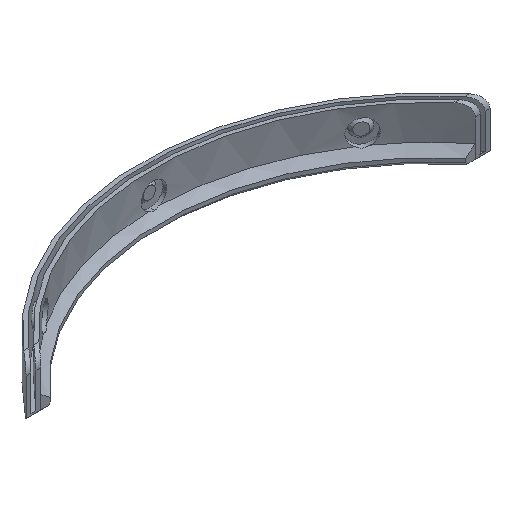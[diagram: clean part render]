
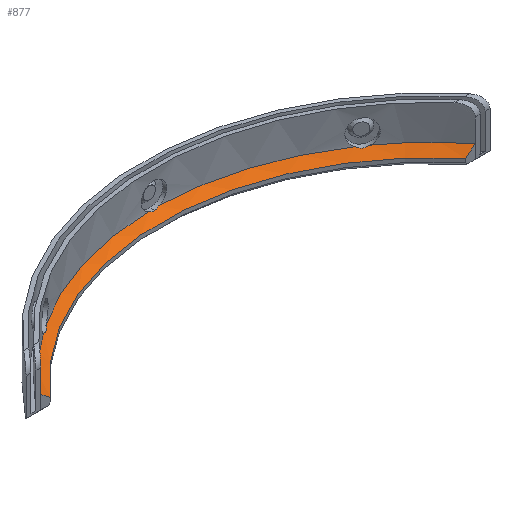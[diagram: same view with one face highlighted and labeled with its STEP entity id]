
A CAD part, isometric view. The second image highlights one B-rep face of the part: STEP entity #877.
In plain terms, the highlighted conical face has half-angle 45 degrees and reference radius 71 mm.
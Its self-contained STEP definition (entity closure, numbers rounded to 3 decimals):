
#25=CONICAL_SURFACE('',#948,71.,0.785);
#27=(
BOUNDED_CURVE()
B_SPLINE_CURVE(2,(#1795,#1796,#1797),.UNSPECIFIED.,.F.,.F.)
B_SPLINE_CURVE_WITH_KNOTS((3,3),(0.,0.327),.UNSPECIFIED.)
CURVE()
GEOMETRIC_REPRESENTATION_ITEM()
RATIONAL_B_SPLINE_CURVE((1.,1.,1.))
REPRESENTATION_ITEM('')
);
#31=(
BOUNDED_CURVE()
B_SPLINE_CURVE(2,(#2559,#2560,#2561),.UNSPECIFIED.,.F.,.F.)
B_SPLINE_CURVE_WITH_KNOTS((3,3),(0.,0.327),.UNSPECIFIED.)
CURVE()
GEOMETRIC_REPRESENTATION_ITEM()
RATIONAL_B_SPLINE_CURVE((1.,1.,1.))
REPRESENTATION_ITEM('')
);
#81=CIRCLE('',#947,70.);
#82=CIRCLE('',#949,72.);
#83=CIRCLE('',#950,72.);
#84=CIRCLE('',#951,72.);
#85=CIRCLE('',#952,72.);
#193=FACE_OUTER_BOUND('',#245,.T.);
#245=EDGE_LOOP('',(#668,#669,#670,#671,#672,#673,#674,#675,#676,#677,#678));
#291=B_SPLINE_CURVE_WITH_KNOTS('',3,(#1382,#1383,#1384,#1385,#1386,#1387),
 .UNSPECIFIED.,.F.,.F.,(4,2,4),(0.78,0.894,0.94),
 .UNSPECIFIED.);
#298=B_SPLINE_CURVE_WITH_KNOTS('',3,(#1567,#1568,#1569,#1570,#1571,#1572,
#1573,#1574),.UNSPECIFIED.,.F.,.F.,(4,2,2,4),(0.004,0.105,
0.196,0.286),.UNSPECIFIED.);
#317=B_SPLINE_CURVE_WITH_KNOTS('',3,(#2540,#2541,#2542,#2543,#2544,#2545),
 .UNSPECIFIED.,.F.,.F.,(4,2,4),(0.78,0.894,0.94),
 .UNSPECIFIED.);
#318=B_SPLINE_CURVE_WITH_KNOTS('',3,(#2549,#2550,#2551,#2552,#2553,#2554,
#2555,#2556),.UNSPECIFIED.,.F.,.F.,(4,2,2,4),(0.004,0.105,
0.196,0.286),.UNSPECIFIED.);
#351=VERTEX_POINT('',#1373);
#353=VERTEX_POINT('',#1381);
#358=VERTEX_POINT('',#1533);
#360=VERTEX_POINT('',#1566);
#376=VERTEX_POINT('',#1792);
#377=VERTEX_POINT('',#1794);
#401=VERTEX_POINT('',#2535);
#402=VERTEX_POINT('',#2539);
#403=VERTEX_POINT('',#2546);
#404=VERTEX_POINT('',#2548);
#405=VERTEX_POINT('',#2557);
#441=EDGE_CURVE('',#353,#351,#291,.T.);
#449=EDGE_CURVE('',#360,#358,#298,.T.);
#470=EDGE_CURVE('',#376,#377,#27,.T.);
#505=EDGE_CURVE('',#401,#377,#81,.T.);
#507=EDGE_CURVE('',#402,#351,#317,.T.);
#508=EDGE_CURVE('',#402,#403,#82,.T.);
#509=EDGE_CURVE('',#404,#403,#318,.T.);
#510=EDGE_CURVE('',#404,#405,#83,.T.);
#511=EDGE_CURVE('',#405,#401,#31,.T.);
#512=EDGE_CURVE('',#360,#376,#84,.T.);
#513=EDGE_CURVE('',#353,#358,#85,.T.);
#668=ORIENTED_EDGE('',*,*,#507,.F.);
#669=ORIENTED_EDGE('',*,*,#508,.T.);
#670=ORIENTED_EDGE('',*,*,#509,.F.);
#671=ORIENTED_EDGE('',*,*,#510,.T.);
#672=ORIENTED_EDGE('',*,*,#511,.T.);
#673=ORIENTED_EDGE('',*,*,#505,.T.);
#674=ORIENTED_EDGE('',*,*,#470,.F.);
#675=ORIENTED_EDGE('',*,*,#512,.F.);
#676=ORIENTED_EDGE('',*,*,#449,.T.);
#677=ORIENTED_EDGE('',*,*,#513,.F.);
#678=ORIENTED_EDGE('',*,*,#441,.T.);
#877=ADVANCED_FACE('',(#193),#25,.F.);
#947=AXIS2_PLACEMENT_3D('',#2536,#1063,#1064);
#948=AXIS2_PLACEMENT_3D('',#2538,#1066,#1067);
#949=AXIS2_PLACEMENT_3D('',#2547,#1068,#1069);
#950=AXIS2_PLACEMENT_3D('',#2558,#1070,#1071);
#951=AXIS2_PLACEMENT_3D('',#2562,#1072,#1073);
#952=AXIS2_PLACEMENT_3D('',#2563,#1074,#1075);
#1063=DIRECTION('center_axis',(0.,0.,-1.));
#1064=DIRECTION('ref_axis',(-0.781,0.625,0.));
#1066=DIRECTION('center_axis',(0.,0.,1.));
#1067=DIRECTION('ref_axis',(1.,0.,0.));
#1068=DIRECTION('center_axis',(0.,0.,1.));
#1069=DIRECTION('ref_axis',(1.,0.,0.));
#1070=DIRECTION('center_axis',(0.,0.,1.));
#1071=DIRECTION('ref_axis',(1.,0.,0.));
#1072=DIRECTION('center_axis',(0.,0.,-1.));
#1073=DIRECTION('ref_axis',(-1.,0.001,0.));
#1074=DIRECTION('center_axis',(0.,0.,-1.));
#1075=DIRECTION('ref_axis',(-1.,0.001,0.));
#1373=CARTESIAN_POINT('',(87.543,71.722,-241.959));
#1381=CARTESIAN_POINT('',(88.88,71.987,-241.68));
#1382=CARTESIAN_POINT('Ctrl Pts',(88.88,71.987,-241.68));
#1383=CARTESIAN_POINT('Ctrl Pts',(88.591,71.866,-241.807));
#1384=CARTESIAN_POINT('Ctrl Pts',(88.277,71.782,-241.895));
#1385=CARTESIAN_POINT('Ctrl Pts',(87.811,71.729,-241.951));
#1386=CARTESIAN_POINT('Ctrl Pts',(87.677,71.722,-241.959));
#1387=CARTESIAN_POINT('Ctrl Pts',(87.543,71.722,-241.959));
#1533=CARTESIAN_POINT('',(127.578,59.815,-241.681));
#1566=CARTESIAN_POINT('',(129.76,58.293,-241.68));
#1567=CARTESIAN_POINT('Ctrl Pts',(129.76,58.293,-241.68));
#1568=CARTESIAN_POINT('Ctrl Pts',(129.453,58.359,-241.807));
#1569=CARTESIAN_POINT('Ctrl Pts',(129.147,58.47,-241.895));
#1570=CARTESIAN_POINT('Ctrl Pts',(128.588,58.772,-241.971));
#1571=CARTESIAN_POINT('Ctrl Pts',(128.344,58.948,-241.966));
#1572=CARTESIAN_POINT('Ctrl Pts',(127.91,59.356,-241.876));
#1573=CARTESIAN_POINT('Ctrl Pts',(127.727,59.579,-241.793));
#1574=CARTESIAN_POINT('Ctrl Pts',(127.578,59.815,-241.681));
#1792=CARTESIAN_POINT('',(143.762,44.929,-241.681));
#1794=CARTESIAN_POINT('',(141.176,44.932,-243.681));
#1795=CARTESIAN_POINT('Ctrl Pts',(143.762,44.929,-241.681));
#1796=CARTESIAN_POINT('Ctrl Pts',(142.451,44.931,-242.704));
#1797=CARTESIAN_POINT('Ctrl Pts',(141.176,44.932,-243.681));
#2535=CARTESIAN_POINT('',(33.878,44.996,-243.681));
#2536=CARTESIAN_POINT('Origin',(87.5,0.,-243.681));
#2538=CARTESIAN_POINT('Origin',(87.5,0.,-242.681));
#2539=CARTESIAN_POINT('',(86.206,71.988,-241.68));
#2540=CARTESIAN_POINT('Ctrl Pts',(86.206,71.988,-241.68));
#2541=CARTESIAN_POINT('Ctrl Pts',(86.494,71.867,-241.807));
#2542=CARTESIAN_POINT('Ctrl Pts',(86.808,71.783,-241.895));
#2543=CARTESIAN_POINT('Ctrl Pts',(87.274,71.729,-241.951));
#2544=CARTESIAN_POINT('Ctrl Pts',(87.408,71.722,-241.959));
#2545=CARTESIAN_POINT('Ctrl Pts',(87.543,71.722,-241.959));
#2546=CARTESIAN_POINT('',(47.493,59.862,-241.681));
#2547=CARTESIAN_POINT('Origin',(87.5,0.,-241.681));
#2548=CARTESIAN_POINT('',(45.31,58.344,-241.68));
#2549=CARTESIAN_POINT('Ctrl Pts',(45.31,58.344,-241.68));
#2550=CARTESIAN_POINT('Ctrl Pts',(45.616,58.409,-241.807));
#2551=CARTESIAN_POINT('Ctrl Pts',(45.923,58.52,-241.895));
#2552=CARTESIAN_POINT('Ctrl Pts',(46.482,58.821,-241.971));
#2553=CARTESIAN_POINT('Ctrl Pts',(46.726,58.997,-241.966));
#2554=CARTESIAN_POINT('Ctrl Pts',(47.161,59.404,-241.876));
#2555=CARTESIAN_POINT('Ctrl Pts',(47.344,59.627,-241.793));
#2556=CARTESIAN_POINT('Ctrl Pts',(47.493,59.862,-241.681));
#2557=CARTESIAN_POINT('',(31.292,44.996,-241.681));
#2558=CARTESIAN_POINT('Origin',(87.5,0.,-241.681));
#2559=CARTESIAN_POINT('Ctrl Pts',(31.292,44.996,-241.681));
#2560=CARTESIAN_POINT('Ctrl Pts',(32.603,44.996,-242.704));
#2561=CARTESIAN_POINT('Ctrl Pts',(33.878,44.996,-243.681));
#2562=CARTESIAN_POINT('Origin',(87.5,0.,-241.681));
#2563=CARTESIAN_POINT('Origin',(87.5,0.,-241.681));
